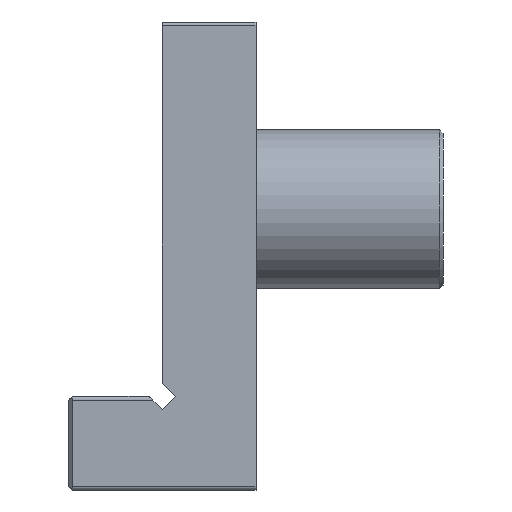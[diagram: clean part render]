
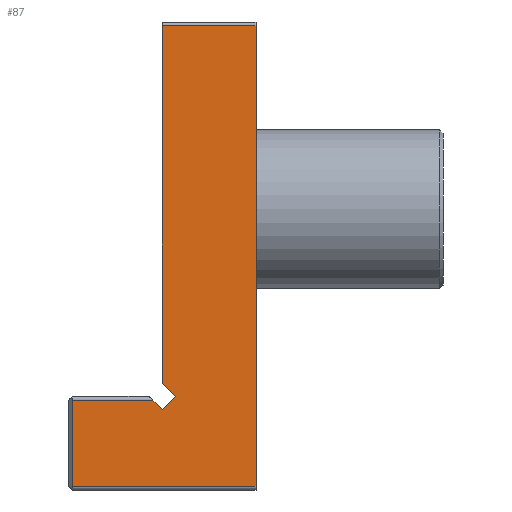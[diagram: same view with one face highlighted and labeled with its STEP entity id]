
A CAD part, front view. The second image highlights one B-rep face of the part: STEP entity #87.
In plain terms, the highlighted planar face has unit normal (0, -1, 0).
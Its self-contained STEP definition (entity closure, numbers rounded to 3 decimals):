
#87=ADVANCED_FACE('',(#131),#114,.T.);
#114=PLANE('',#502);
#131=FACE_OUTER_BOUND('',#153,.T.);
#153=EDGE_LOOP('',(#197,#198,#199,#200,#201,#202,#203,#204,#205));
#197=ORIENTED_EDGE('',*,*,#367,.F.);
#198=ORIENTED_EDGE('',*,*,#368,.T.);
#199=ORIENTED_EDGE('',*,*,#369,.T.);
#200=ORIENTED_EDGE('',*,*,#370,.T.);
#201=ORIENTED_EDGE('',*,*,#371,.T.);
#202=ORIENTED_EDGE('',*,*,#372,.T.);
#203=ORIENTED_EDGE('',*,*,#373,.F.);
#204=ORIENTED_EDGE('',*,*,#374,.F.);
#205=ORIENTED_EDGE('',*,*,#375,.F.);
#323=VERTEX_POINT('',#720);
#324=VERTEX_POINT('',#721);
#325=VERTEX_POINT('',#723);
#326=VERTEX_POINT('',#725);
#327=VERTEX_POINT('',#727);
#328=VERTEX_POINT('',#729);
#329=VERTEX_POINT('',#731);
#330=VERTEX_POINT('',#733);
#331=VERTEX_POINT('',#735);
#367=EDGE_CURVE('',#323,#324,#430,.T.);
#368=EDGE_CURVE('',#323,#325,#431,.T.);
#369=EDGE_CURVE('',#325,#326,#432,.T.);
#370=EDGE_CURVE('',#326,#327,#433,.T.);
#371=EDGE_CURVE('',#327,#328,#434,.T.);
#372=EDGE_CURVE('',#328,#329,#435,.T.);
#373=EDGE_CURVE('',#330,#329,#436,.T.);
#374=EDGE_CURVE('',#331,#330,#437,.T.);
#375=EDGE_CURVE('',#324,#331,#438,.T.);
#430=LINE('',#719,#471);
#431=LINE('',#722,#472);
#432=LINE('',#724,#473);
#433=LINE('',#726,#474);
#434=LINE('',#728,#475);
#435=LINE('',#730,#476);
#436=LINE('',#732,#477);
#437=LINE('',#734,#478);
#438=LINE('',#736,#479);
#471=VECTOR('',#568,1.);
#472=VECTOR('',#569,1.);
#473=VECTOR('',#570,1.);
#474=VECTOR('',#571,1.);
#475=VECTOR('',#572,1.);
#476=VECTOR('',#573,1.);
#477=VECTOR('',#574,1.);
#478=VECTOR('',#575,1.);
#479=VECTOR('',#576,1.);
#502=AXIS2_PLACEMENT_3D('',#737,#577,#578);
#568=DIRECTION('',(0.707,0.,-0.707));
#569=DIRECTION('',(-1.,0.,0.));
#570=DIRECTION('',(0.,0.,-1.));
#571=DIRECTION('',(1.,0.,0.));
#572=DIRECTION('',(0.,0.,1.));
#573=DIRECTION('',(-1.,0.,0.));
#574=DIRECTION('',(0.,0.,1.));
#575=DIRECTION('',(-0.707,0.,0.707));
#576=DIRECTION('',(0.707,0.,0.707));
#577=DIRECTION('',(0.,-1.,0.));
#578=DIRECTION('',(0.,0.,-1.));
#719=CARTESIAN_POINT('',(-0.707,0.,5.));
#720=CARTESIAN_POINT('',(-0.507,0.,4.8));
#721=CARTESIAN_POINT('',(0.,0.,4.293));
#722=CARTESIAN_POINT('',(-4.8,0.,4.8));
#723=CARTESIAN_POINT('',(-4.8,0.,4.8));
#724=CARTESIAN_POINT('',(-4.8,0.,0.));
#725=CARTESIAN_POINT('',(-4.8,0.,0.2));
#726=CARTESIAN_POINT('',(2.5,0.,0.2));
#727=CARTESIAN_POINT('',(5.,0.,0.2));
#728=CARTESIAN_POINT('',(5.,0.,0.));
#729=CARTESIAN_POINT('',(5.,0.,24.8));
#730=CARTESIAN_POINT('',(2.5,0.,24.8));
#731=CARTESIAN_POINT('',(0.,0.,24.8));
#732=CARTESIAN_POINT('',(0.,0.,0.));
#733=CARTESIAN_POINT('',(0.,0.,5.707));
#734=CARTESIAN_POINT('',(0.707,0.,5.));
#735=CARTESIAN_POINT('',(0.707,0.,5.));
#736=CARTESIAN_POINT('',(0.,0.,4.293));
#737=CARTESIAN_POINT('',(2.5,0.,0.));
